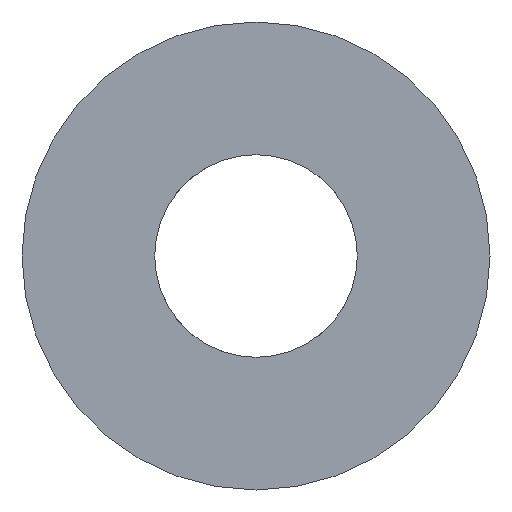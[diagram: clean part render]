
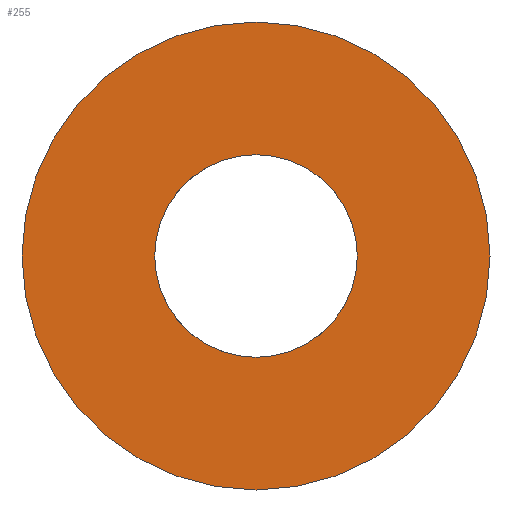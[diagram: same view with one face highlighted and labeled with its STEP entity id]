
A CAD part, front view. The second image highlights one B-rep face of the part: STEP entity #255.
In plain terms, the highlighted planar face has unit normal (0, -1, 0).
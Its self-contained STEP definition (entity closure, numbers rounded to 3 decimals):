
#4 = FACE_BOUND ( 'NONE', #1005, .T. ) ;
#30 = CARTESIAN_POINT ( 'NONE',  ( -27.5, 0., 0. ) ) ;
#64 = DIRECTION ( 'NONE',  ( 0., 1., 0. ) ) ;
#78 = CIRCLE ( 'NONE', #197, 63.5 ) ;
#100 = CIRCLE ( 'NONE', #700, 27.5 ) ;
#158 = CIRCLE ( 'NONE', #1262, 27.5 ) ;
#197 = AXIS2_PLACEMENT_3D ( 'NONE', #1363, #573, #812 ) ;
#255 = ADVANCED_FACE ( 'NONE', ( #994, #4 ), #350, .T. ) ;
#350 = PLANE ( 'NONE',  #1327 ) ;
#414 = DIRECTION ( 'NONE',  ( 1., 0., 0. ) ) ;
#477 = CARTESIAN_POINT ( 'NONE',  ( 0., 0., 0. ) ) ;
#489 = ORIENTED_EDGE ( 'NONE', *, *, #746, .T. ) ;
#573 = DIRECTION ( 'NONE',  ( 0., 1., 0. ) ) ;
#586 = DIRECTION ( 'NONE',  ( 0., 1., 0. ) ) ;
#588 = EDGE_CURVE ( 'NONE', #773, #621, #158, .T. ) ;
#621 = VERTEX_POINT ( 'NONE', #840 ) ;
#641 = CARTESIAN_POINT ( 'NONE',  ( 0., 0., 0. ) ) ;
#685 = DIRECTION ( 'NONE',  ( 1., 0., 0. ) ) ;
#700 = AXIS2_PLACEMENT_3D ( 'NONE', #477, #586, #685 ) ;
#717 = ORIENTED_EDGE ( 'NONE', *, *, #588, .T. ) ;
#745 = DIRECTION ( 'NONE',  ( 1., 0., 0. ) ) ;
#746 = EDGE_CURVE ( 'NONE', #621, #773, #100, .T. ) ;
#759 = CARTESIAN_POINT ( 'NONE',  ( -63.5, 0., 0. ) ) ;
#773 = VERTEX_POINT ( 'NONE', #30 ) ;
#812 = DIRECTION ( 'NONE',  ( 1., 0., 0. ) ) ;
#840 = CARTESIAN_POINT ( 'NONE',  ( 27.5, 0., 0. ) ) ;
#907 = CARTESIAN_POINT ( 'NONE',  ( -63.5, 0., 0. ) ) ;
#919 = CARTESIAN_POINT ( 'NONE',  ( 63.5, 0., 0. ) ) ;
#925 = VERTEX_POINT ( 'NONE', #919 ) ;
#929 = ORIENTED_EDGE ( 'NONE', *, *, #1319, .F. ) ;
#931 = EDGE_CURVE ( 'NONE', #1314, #925, #78, .T. ) ;
#994 = FACE_OUTER_BOUND ( 'NONE', #1100, .T. ) ;
#1005 = EDGE_LOOP ( 'NONE', ( #717, #489 ) ) ;
#1057 = CARTESIAN_POINT ( 'NONE',  ( 0., 0., 0. ) ) ;
#1100 = EDGE_LOOP ( 'NONE', ( #1176, #929 ) ) ;
#1136 = CIRCLE ( 'NONE', #1228, 63.5 ) ;
#1165 = DIRECTION ( 'NONE',  ( 0., 1., 0. ) ) ;
#1176 = ORIENTED_EDGE ( 'NONE', *, *, #931, .F. ) ;
#1208 = DIRECTION ( 'NONE',  ( 0., 0., -1. ) ) ;
#1228 = AXIS2_PLACEMENT_3D ( 'NONE', #1057, #1165, #414 ) ;
#1262 = AXIS2_PLACEMENT_3D ( 'NONE', #641, #64, #745 ) ;
#1314 = VERTEX_POINT ( 'NONE', #759 ) ;
#1319 = EDGE_CURVE ( 'NONE', #925, #1314, #1136, .T. ) ;
#1327 = AXIS2_PLACEMENT_3D ( 'NONE', #907, #1431, #1208 ) ;
#1363 = CARTESIAN_POINT ( 'NONE',  ( 0., 0., 0. ) ) ;
#1431 = DIRECTION ( 'NONE',  ( 0., -1., 0. ) ) ;
